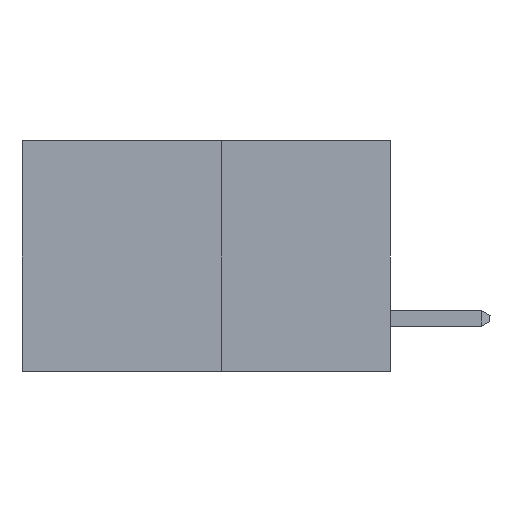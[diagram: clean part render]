
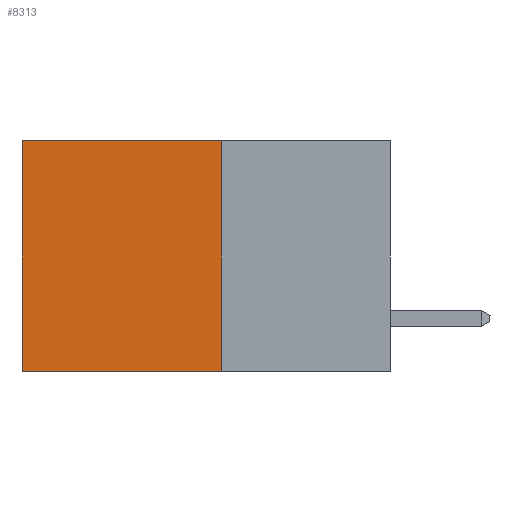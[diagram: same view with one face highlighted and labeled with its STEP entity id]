
A CAD part, left-side view. The second image highlights one B-rep face of the part: STEP entity #8313.
In plain terms, the highlighted planar face has unit normal (-1, 0, 0).
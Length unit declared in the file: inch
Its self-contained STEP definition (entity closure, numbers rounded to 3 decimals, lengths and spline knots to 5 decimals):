
#45 = CARTESIAN_POINT ( 'NONE',  ( 0.277, 0.27, -0.37 ) ) ;
#730 = VERTEX_POINT ( 'NONE', #11397 ) ;
#874 = VERTEX_POINT ( 'NONE', #18930 ) ;
#1358 = ORIENTED_EDGE ( 'NONE', *, *, #10961, .F. ) ;
#1590 = ORIENTED_EDGE ( 'NONE', *, *, #4225, .F. ) ;
#1674 = DIRECTION ( 'NONE',  ( 0., 0., -1. ) ) ;
#2035 = DIRECTION ( 'NONE',  ( 0., 0., -1. ) ) ;
#3449 = FACE_OUTER_BOUND ( 'NONE', #14257, .T. ) ;
#3524 = LINE ( 'NONE', #45, #19144 ) ;
#4225 = EDGE_CURVE ( 'NONE', #7520, #874, #5117, .T. ) ;
#5117 = LINE ( 'NONE', #10440, #8781 ) ;
#5371 = ORIENTED_EDGE ( 'NONE', *, *, #15980, .T. ) ;
#5461 = VECTOR ( 'NONE', #7183, 39.37008 ) ;
#5955 = LINE ( 'NONE', #17686, #5461 ) ;
#7183 = DIRECTION ( 'NONE',  ( 0., 1., 0. ) ) ;
#7447 = PLANE ( 'NONE',  #11027 ) ;
#7520 = VERTEX_POINT ( 'NONE', #17713 ) ;
#8200 = EDGE_CURVE ( 'NONE', #10956, #730, #5955, .T. ) ;
#8313 = ADVANCED_FACE ( 'NONE', ( #3449 ), #7447, .F. ) ;
#8781 = VECTOR ( 'NONE', #10740, 39.37008 ) ;
#10440 = CARTESIAN_POINT ( 'NONE',  ( 0.277, 0.27, -0.37 ) ) ;
#10539 = DIRECTION ( 'NONE',  ( 0., 0., -1. ) ) ;
#10740 = DIRECTION ( 'NONE',  ( 0., 1., 0. ) ) ;
#10947 = LINE ( 'NONE', #17358, #11908 ) ;
#10956 = VERTEX_POINT ( 'NONE', #12615 ) ;
#10961 = EDGE_CURVE ( 'NONE', #10956, #7520, #3524, .T. ) ;
#11027 = AXIS2_PLACEMENT_3D ( 'NONE', #17871, #19358, #10539 ) ;
#11397 = CARTESIAN_POINT ( 'NONE',  ( 0.277, 0.59, 0. ) ) ;
#11908 = VECTOR ( 'NONE', #2035, 39.37008 ) ;
#12615 = CARTESIAN_POINT ( 'NONE',  ( 0.277, 0.27, 0. ) ) ;
#14257 = EDGE_LOOP ( 'NONE', ( #5371, #1590, #1358, #17924 ) ) ;
#15980 = EDGE_CURVE ( 'NONE', #730, #874, #10947, .T. ) ;
#17358 = CARTESIAN_POINT ( 'NONE',  ( 0.277, 0.59, -0.37 ) ) ;
#17686 = CARTESIAN_POINT ( 'NONE',  ( 0.277, 0.27, 0. ) ) ;
#17713 = CARTESIAN_POINT ( 'NONE',  ( 0.277, 0.27, -0.37 ) ) ;
#17871 = CARTESIAN_POINT ( 'NONE',  ( 0.277, 0.27, -0.37 ) ) ;
#17924 = ORIENTED_EDGE ( 'NONE', *, *, #8200, .T. ) ;
#18930 = CARTESIAN_POINT ( 'NONE',  ( 0.277, 0.59, -0.37 ) ) ;
#19144 = VECTOR ( 'NONE', #1674, 39.37008 ) ;
#19358 = DIRECTION ( 'NONE',  ( 1., 0., 0. ) ) ;
